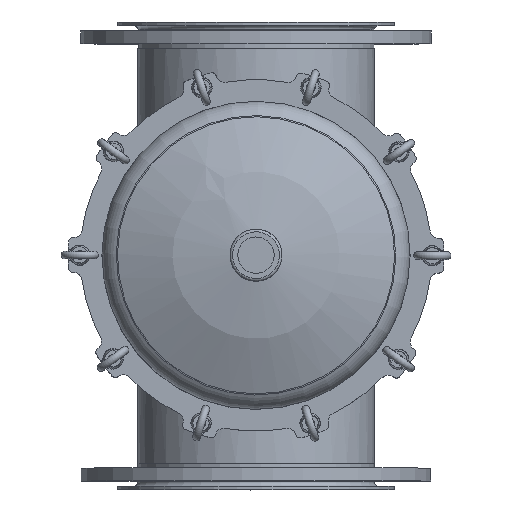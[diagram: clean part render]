
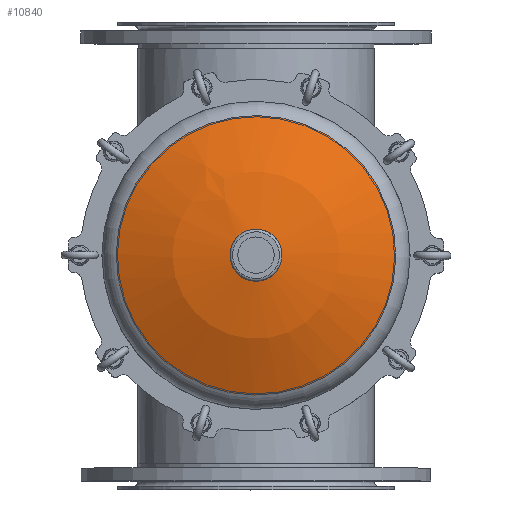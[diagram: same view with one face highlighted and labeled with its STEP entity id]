
A CAD part, top view. The second image highlights one B-rep face of the part: STEP entity #10840.
In plain terms, the highlighted spherical face has radius 356 mm.
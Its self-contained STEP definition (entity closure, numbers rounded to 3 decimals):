
#21=SPHERICAL_SURFACE('',#13283,356.);
#1288=CIRCLE('',#13284,161.401);
#1289=CIRCLE('',#13285,28.);
#3421=ORIENTED_EDGE('',*,*,#5465,.T.);
#3422=ORIENTED_EDGE('',*,*,#5466,.F.);
#5465=EDGE_CURVE('',#6674,#6674,#1288,.T.);
#5466=EDGE_CURVE('',#6675,#6675,#1289,.F.);
#6674=VERTEX_POINT('',#22625);
#6675=VERTEX_POINT('',#22627);
#8940=EDGE_LOOP('',(#3421));
#8941=EDGE_LOOP('',(#3422));
#9802=FACE_BOUND('',#8940,.T.);
#9803=FACE_BOUND('',#8941,.T.);
#10840=ADVANCED_FACE('',(#9802,#9803),#21,.T.);
#13283=AXIS2_PLACEMENT_3D('',#22623,#15967,#15968);
#13284=AXIS2_PLACEMENT_3D('',#22624,#15969,#15970);
#13285=AXIS2_PLACEMENT_3D('',#22626,#15971,#15972);
#15967=DIRECTION('',(0.,-1.,0.));
#15968=DIRECTION('',(-1.,0.,0.));
#15969=DIRECTION('',(0.,-1.,0.));
#15970=DIRECTION('',(1.,0.,0.));
#15971=DIRECTION('',(0.,1.,0.));
#15972=DIRECTION('',(-1.,0.,0.));
#22623=CARTESIAN_POINT('',(0.,312.5,0.));
#22624=CARTESIAN_POINT('',(0.,-4.81,0.));
#22625=CARTESIAN_POINT('',(161.401,-4.81,0.));
#22626=CARTESIAN_POINT('',(0.,-42.397,0.));
#22627=CARTESIAN_POINT('',(-28.,-42.397,0.));
